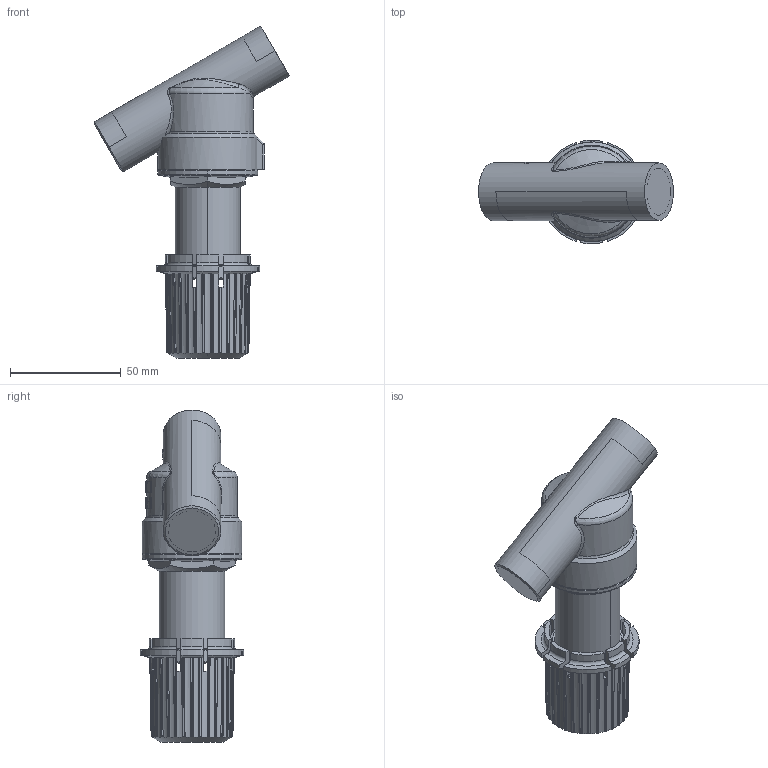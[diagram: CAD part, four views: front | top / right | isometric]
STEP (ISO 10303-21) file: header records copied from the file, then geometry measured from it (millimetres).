
FILE_DESCRIPTION((''),'2;1');
FILE_NAME('003L6020-BIM_SW0001','2022-11-29T13:23:23',('F09560'),(''),'CREO PARAMETRIC BY PTC INC, 2020342','CREO PARAMETRIC BY PTC INC, 2020342','');
FILE_SCHEMA(('AUTOMOTIVE_DESIGN { 1 0 10303 214 1 1 1 1 }'));
Length unit declared in the file: millimetre
Products named in the file (1): 003L6020-BIM_SW0001
Bounding box: 87.87 x 46.68 x 149.76 mm (x, y, z)
Volume: 83681.3 mm3; surface area: 47338 mm2
Topology: 1 solids, 1 shells, 747 faces, 2124 edges, 1385 vertices
Faces by surface type: cylinder 220, plane 203, bspline 155, cone 90, extrusion 51, torus 25, sphere 3
Entity records: 40231 total; most frequent: CARTESIAN_POINT 17195, ORIENTED_EDGE 4248, DIRECTION 2768, EDGE_CURVE 2124, VERTEX_POINT 1385, B_SPLINE_CURVE_WITH_KNOTS 1028, AXIS2_PLACEMENT_3D 1015, PRESENTATION_STYLE_ASSIGNMENT 798
